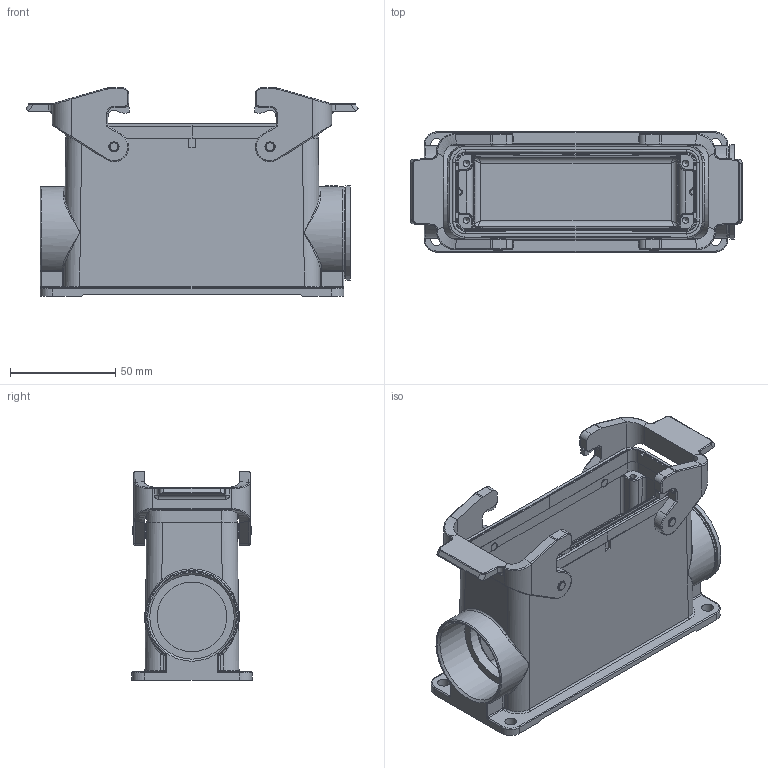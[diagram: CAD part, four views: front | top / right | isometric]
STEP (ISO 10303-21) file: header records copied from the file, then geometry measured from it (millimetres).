
FILE_DESCRIPTION((''),'2;1');
FILE_NAME('05628240272.stp','2020-07-17T10:30:30',('e.eickhoff'),(''),'Autodesk Inventor 2012','Autodesk Inventor 2012','');
FILE_SCHEMA(('AUTOMOTIVE_DESIGN { 1 0 10303 214 1 1 1 1 }'));
Length unit declared in the file: millimetre
Products named in the file (3): 05628240272; KBRM40
Assembly tree (2 placements, depth 2):
  05628240272
    05628240272
    KBRM40
Bounding box: 157.4 x 57 x 98.8 mm (x, y, z)
Volume: 174410.2 mm3; surface area: 85786.7 mm2
Topology: 6 solids, 6 shells, 800 faces, 2331 edges, 1789 vertices
Faces by surface type: plane 309, cylinder 298, bspline 84, torus 83, cone 22, sphere 4
Full cylindrical faces by diameter (mm): 0.66 x1, 0.78 x1, 3 x4, 4 x4, 4.8 x4, 5.6 x4, 7 x4, 33 x2, 40 x2, 40.5 x1, 43 x1, 45 x1
Entity records: 33085 total; most frequent: CARTESIAN_POINT 11848, DIRECTION 4162, ORIENTED_EDGE 3956, EDGE_CURVE 1978, AXIS2_PLACEMENT_3D 1495, VERTEX_POINT 1267, VECTOR 1172, LINE 1172
